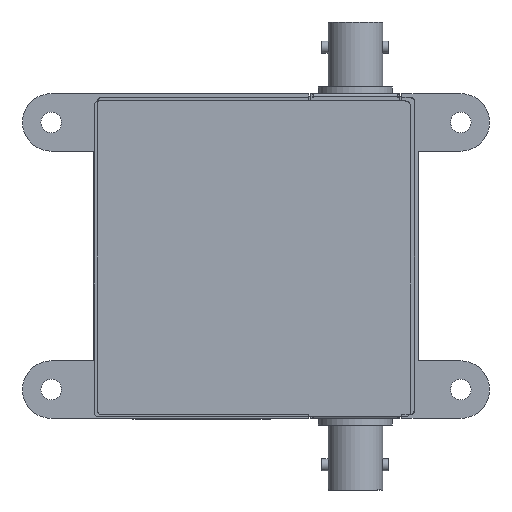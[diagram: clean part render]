
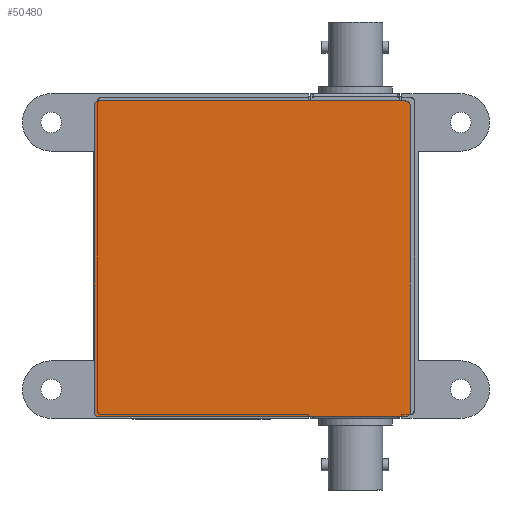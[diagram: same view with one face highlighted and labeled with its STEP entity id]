
A CAD part, front view. The second image highlights one B-rep face of the part: STEP entity #50480.
In plain terms, the highlighted planar face has unit normal (0, -1, 0).
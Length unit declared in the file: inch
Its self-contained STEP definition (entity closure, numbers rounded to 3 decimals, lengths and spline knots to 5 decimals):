
#2 = VERTEX_POINT ( 'NONE', #189407 ) ;
#3591 = CARTESIAN_POINT ( 'NONE',  ( -1.05675, 0., -1.07 ) ) ;
#8353 = VERTEX_POINT ( 'NONE', #144108 ) ;
#9411 = ORIENTED_EDGE ( 'NONE', *, *, #32878, .T. ) ;
#12196 = VERTEX_POINT ( 'NONE', #104324 ) ;
#16881 = CARTESIAN_POINT ( 'NONE',  ( -1.07, 0., 1.07 ) ) ;
#17608 = VERTEX_POINT ( 'NONE', #146372 ) ;
#23111 = CARTESIAN_POINT ( 'NONE',  ( 1.07, 0., -1.07 ) ) ;
#30283 = VECTOR ( 'NONE', #121970, 39.37008 ) ;
#32622 = EDGE_CURVE ( 'NONE', #69252, #12196, #104636, .T. ) ;
#32878 = EDGE_CURVE ( 'NONE', #2, #8353, #75446, .T. ) ;
#43942 =( BOUNDED_CURVE ( )  B_SPLINE_CURVE ( 3, ( #70187, #115309, #100006, #192642 ),
 .UNSPECIFIED., .F., .F. ) 
 B_SPLINE_CURVE_WITH_KNOTS ( ( 4, 4 ),
 ( 5.49813, 7.06824 ),
 .UNSPECIFIED. ) 
 CURVE ( )  GEOMETRIC_REPRESENTATION_ITEM ( )  RATIONAL_B_SPLINE_CURVE ( ( 1., 0.805, 0.805, 1. ) ) 
 REPRESENTATION_ITEM ( '' )  );
#45809 = ORIENTED_EDGE ( 'NONE', *, *, #32622, .T. ) ;
#48352 = ORIENTED_EDGE ( 'NONE', *, *, #120413, .T. ) ;
#49186 = EDGE_CURVE ( 'NONE', #2, #17608, #101415, .T. ) ;
#50480 = ADVANCED_FACE ( 'NONE', ( #119623 ), #92393, .F. ) ;
#54792 = AXIS2_PLACEMENT_3D ( 'NONE', #16881, #122888, #109008 ) ;
#54801 = CARTESIAN_POINT ( 'NONE',  ( 1.03801, 0., 1.07 ) ) ;
#55627 = VECTOR ( 'NONE', #142321, 39.37008 ) ;
#56099 = VECTOR ( 'NONE', #150139, 39.37008 ) ;
#69252 = VERTEX_POINT ( 'NONE', #86210 ) ;
#70187 = CARTESIAN_POINT ( 'NONE',  ( -1.03801, 0., 1.07 ) ) ;
#70778 = CARTESIAN_POINT ( 'NONE',  ( -1.03801, 0., 1.07 ) ) ;
#72149 = LINE ( 'NONE', #23111, #55627 ) ;
#75446 =( BOUNDED_CURVE ( )  B_SPLINE_CURVE ( 3, ( #120312, #150092, #195064, #75840 ),
 .UNSPECIFIED., .F., .T. ) 
 B_SPLINE_CURVE_WITH_KNOTS ( ( 4, 4 ),
 ( 5.49813, 7.06824 ),
 .UNSPECIFIED. ) 
 CURVE ( )  GEOMETRIC_REPRESENTATION_ITEM ( )  RATIONAL_B_SPLINE_CURVE ( ( 1., 0.805, 0.805, 1. ) ) 
 REPRESENTATION_ITEM ( '' )  );
#75840 = CARTESIAN_POINT ( 'NONE',  ( 1.07, 0., -1.03801 ) ) ;
#77522 = LINE ( 'NONE', #161364, #179392 ) ;
#82967 =( BOUNDED_CURVE ( )  B_SPLINE_CURVE ( 3, ( #140104, #108401, #3591, #154041 ),
 .UNSPECIFIED., .F., .F. ) 
 B_SPLINE_CURVE_WITH_KNOTS ( ( 4, 4 ),
 ( 5.49813, 7.06824 ),
 .UNSPECIFIED. ) 
 CURVE ( )  GEOMETRIC_REPRESENTATION_ITEM ( )  RATIONAL_B_SPLINE_CURVE ( ( 1., 0.805, 0.805, 1. ) ) 
 REPRESENTATION_ITEM ( '' )  );
#86210 = CARTESIAN_POINT ( 'NONE',  ( 1.07, 0., 1.03801 ) ) ;
#92393 = PLANE ( 'NONE',  #54792 ) ;
#92952 = EDGE_CURVE ( 'NONE', #69252, #8353, #72149, .T. ) ;
#94245 = CARTESIAN_POINT ( 'NONE',  ( -1.07, 0., 1.03801 ) ) ;
#95066 = CARTESIAN_POINT ( 'NONE',  ( -1.07, 0., -1.03801 ) ) ;
#99757 = DIRECTION ( 'NONE',  ( 0., 0., 1. ) ) ;
#100006 = CARTESIAN_POINT ( 'NONE',  ( -1.07, 0., 1.05675 ) ) ;
#101415 = LINE ( 'NONE', #196086, #30283 ) ;
#103810 = CARTESIAN_POINT ( 'NONE',  ( -1.07, 0., 1.07 ) ) ;
#104324 = CARTESIAN_POINT ( 'NONE',  ( 1.03801, 0., 1.07 ) ) ;
#104636 =( BOUNDED_CURVE ( )  B_SPLINE_CURVE ( 3, ( #190541, #115799, #146228, #54801 ),
 .UNSPECIFIED., .F., .F. ) 
 B_SPLINE_CURVE_WITH_KNOTS ( ( 4, 4 ),
 ( 5.49813, 7.06824 ),
 .UNSPECIFIED. ) 
 CURVE ( )  GEOMETRIC_REPRESENTATION_ITEM ( )  RATIONAL_B_SPLINE_CURVE ( ( 1., 0.805, 0.805, 1. ) ) 
 REPRESENTATION_ITEM ( '' )  );
#108401 = CARTESIAN_POINT ( 'NONE',  ( -1.07, 0., -1.05675 ) ) ;
#109008 = DIRECTION ( 'NONE',  ( 0., 0., 1. ) ) ;
#115309 = CARTESIAN_POINT ( 'NONE',  ( -1.05675, 0., 1.07 ) ) ;
#115799 = CARTESIAN_POINT ( 'NONE',  ( 1.07, 0., 1.05675 ) ) ;
#119623 = FACE_OUTER_BOUND ( 'NONE', #151134, .T. ) ;
#120312 = CARTESIAN_POINT ( 'NONE',  ( 1.03801, 0., -1.07 ) ) ;
#120413 = EDGE_CURVE ( 'NONE', #184011, #17608, #82967, .T. ) ;
#121970 = DIRECTION ( 'NONE',  ( -1., 0., 0. ) ) ;
#122888 = DIRECTION ( 'NONE',  ( 0., 1., 0. ) ) ;
#124295 = ORIENTED_EDGE ( 'NONE', *, *, #140222, .F. ) ;
#136617 = EDGE_CURVE ( 'NONE', #184011, #139238, #77522, .T. ) ;
#139238 = VERTEX_POINT ( 'NONE', #94245 ) ;
#140104 = CARTESIAN_POINT ( 'NONE',  ( -1.07, 0., -1.03801 ) ) ;
#140222 = EDGE_CURVE ( 'NONE', #190221, #12196, #181655, .T. ) ;
#142321 = DIRECTION ( 'NONE',  ( 0., 0., -1. ) ) ;
#144108 = CARTESIAN_POINT ( 'NONE',  ( 1.07, 0., -1.03801 ) ) ;
#146228 = CARTESIAN_POINT ( 'NONE',  ( 1.05675, 0., 1.07 ) ) ;
#146372 = CARTESIAN_POINT ( 'NONE',  ( -1.03801, 0., -1.07 ) ) ;
#147543 = ORIENTED_EDGE ( 'NONE', *, *, #136617, .F. ) ;
#150092 = CARTESIAN_POINT ( 'NONE',  ( 1.05675, 0., -1.07 ) ) ;
#150139 = DIRECTION ( 'NONE',  ( 1., 0., 0. ) ) ;
#151134 = EDGE_LOOP ( 'NONE', ( #147543, #48352, #169331, #9411, #187494, #45809, #124295, #168525 ) ) ;
#154041 = CARTESIAN_POINT ( 'NONE',  ( -1.03801, 0., -1.07 ) ) ;
#161364 = CARTESIAN_POINT ( 'NONE',  ( -1.07, 0., -1.07 ) ) ;
#168525 = ORIENTED_EDGE ( 'NONE', *, *, #173742, .T. ) ;
#169331 = ORIENTED_EDGE ( 'NONE', *, *, #49186, .F. ) ;
#173742 = EDGE_CURVE ( 'NONE', #190221, #139238, #43942, .T. ) ;
#179392 = VECTOR ( 'NONE', #99757, 39.37008 ) ;
#181655 = LINE ( 'NONE', #103810, #56099 ) ;
#184011 = VERTEX_POINT ( 'NONE', #95066 ) ;
#187494 = ORIENTED_EDGE ( 'NONE', *, *, #92952, .F. ) ;
#189407 = CARTESIAN_POINT ( 'NONE',  ( 1.03801, 0., -1.07 ) ) ;
#190221 = VERTEX_POINT ( 'NONE', #70778 ) ;
#190541 = CARTESIAN_POINT ( 'NONE',  ( 1.07, 0., 1.03801 ) ) ;
#192642 = CARTESIAN_POINT ( 'NONE',  ( -1.07, 0., 1.03801 ) ) ;
#195064 = CARTESIAN_POINT ( 'NONE',  ( 1.07, 0., -1.05675 ) ) ;
#196086 = CARTESIAN_POINT ( 'NONE',  ( -1.07, 0., -1.07 ) ) ;
